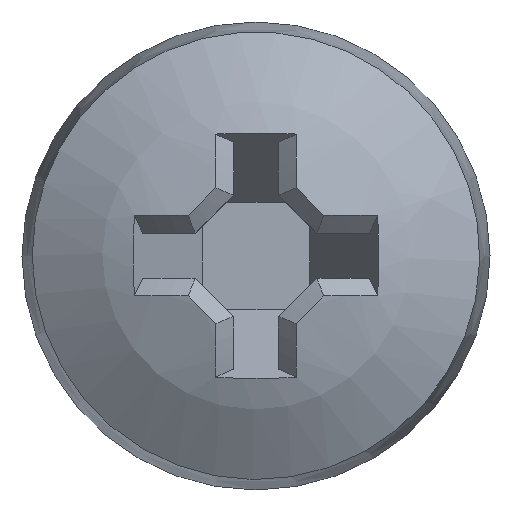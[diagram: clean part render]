
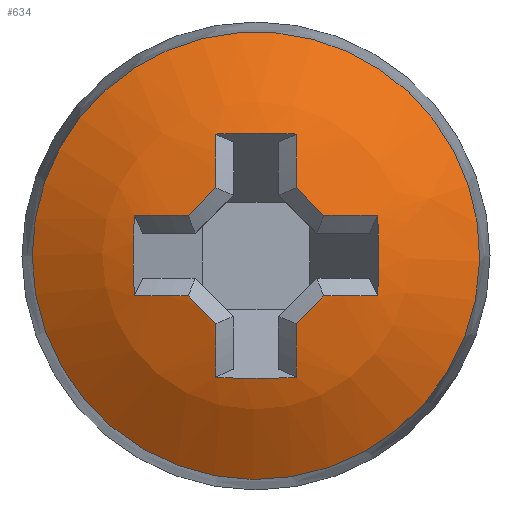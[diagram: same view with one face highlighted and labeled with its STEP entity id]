
A CAD part, top view. The second image highlights one B-rep face of the part: STEP entity #634.
In plain terms, the highlighted spherical face has radius 6.477 mm.
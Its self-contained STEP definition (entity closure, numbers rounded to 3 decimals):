
#18=FACE_BOUND('',#110,.T.);
#26=SPHERICAL_SURFACE('',#728,6.477);
#71=FACE_OUTER_BOUND('',#109,.T.);
#109=EDGE_LOOP('',(#517,#518,#519,#520,#521,#522,#523,#524,#525,#526,#527,
#528,#529,#530,#531,#532));
#110=EDGE_LOOP('',(#533));
#215=CIRCLE('',#673,6.441);
#217=CIRCLE('',#676,6.344);
#221=CIRCLE('',#682,6.441);
#223=CIRCLE('',#687,6.441);
#225=CIRCLE('',#690,6.344);
#229=CIRCLE('',#696,6.441);
#231=CIRCLE('',#702,6.441);
#233=CIRCLE('',#705,6.344);
#237=CIRCLE('',#711,6.441);
#239=CIRCLE('',#716,6.441);
#241=CIRCLE('',#719,6.344);
#245=CIRCLE('',#725,6.441);
#246=CIRCLE('',#729,6.357);
#247=CIRCLE('',#730,6.357);
#248=CIRCLE('',#731,6.357);
#249=CIRCLE('',#732,6.357);
#250=CIRCLE('',#733,3.825);
#260=VERTEX_POINT('',#972);
#261=VERTEX_POINT('',#976);
#263=VERTEX_POINT('',#982);
#265=VERTEX_POINT('',#988);
#274=VERTEX_POINT('',#1013);
#275=VERTEX_POINT('',#1017);
#277=VERTEX_POINT('',#1023);
#279=VERTEX_POINT('',#1029);
#288=VERTEX_POINT('',#1056);
#289=VERTEX_POINT('',#1060);
#291=VERTEX_POINT('',#1066);
#293=VERTEX_POINT('',#1072);
#302=VERTEX_POINT('',#1097);
#303=VERTEX_POINT('',#1101);
#305=VERTEX_POINT('',#1107);
#307=VERTEX_POINT('',#1113);
#314=VERTEX_POINT('',#1139);
#324=EDGE_CURVE('',#260,#261,#215,.T.);
#327=EDGE_CURVE('',#261,#263,#217,.T.);
#333=EDGE_CURVE('',#263,#265,#221,.T.);
#342=EDGE_CURVE('',#274,#275,#223,.T.);
#345=EDGE_CURVE('',#275,#277,#225,.T.);
#351=EDGE_CURVE('',#277,#279,#229,.T.);
#361=EDGE_CURVE('',#288,#289,#231,.T.);
#364=EDGE_CURVE('',#289,#291,#233,.T.);
#370=EDGE_CURVE('',#291,#293,#237,.T.);
#379=EDGE_CURVE('',#302,#303,#239,.T.);
#382=EDGE_CURVE('',#303,#305,#241,.T.);
#388=EDGE_CURVE('',#305,#307,#245,.T.);
#395=EDGE_CURVE('',#307,#260,#246,.T.);
#396=EDGE_CURVE('',#293,#302,#247,.T.);
#397=EDGE_CURVE('',#279,#288,#248,.T.);
#398=EDGE_CURVE('',#265,#274,#249,.T.);
#399=EDGE_CURVE('',#314,#314,#250,.T.);
#517=ORIENTED_EDGE('',*,*,#395,.F.);
#518=ORIENTED_EDGE('',*,*,#388,.F.);
#519=ORIENTED_EDGE('',*,*,#382,.F.);
#520=ORIENTED_EDGE('',*,*,#379,.F.);
#521=ORIENTED_EDGE('',*,*,#396,.F.);
#522=ORIENTED_EDGE('',*,*,#370,.F.);
#523=ORIENTED_EDGE('',*,*,#364,.F.);
#524=ORIENTED_EDGE('',*,*,#361,.F.);
#525=ORIENTED_EDGE('',*,*,#397,.F.);
#526=ORIENTED_EDGE('',*,*,#351,.F.);
#527=ORIENTED_EDGE('',*,*,#345,.F.);
#528=ORIENTED_EDGE('',*,*,#342,.F.);
#529=ORIENTED_EDGE('',*,*,#398,.F.);
#530=ORIENTED_EDGE('',*,*,#333,.F.);
#531=ORIENTED_EDGE('',*,*,#327,.F.);
#532=ORIENTED_EDGE('',*,*,#324,.F.);
#533=ORIENTED_EDGE('',*,*,#399,.F.);
#634=ADVANCED_FACE('',(#71,#18),#26,.T.);
#673=AXIS2_PLACEMENT_3D('',#977,#763,#764);
#676=AXIS2_PLACEMENT_3D('',#983,#770,#771);
#682=AXIS2_PLACEMENT_3D('',#996,#782,#783);
#687=AXIS2_PLACEMENT_3D('',#1018,#798,#799);
#690=AXIS2_PLACEMENT_3D('',#1024,#805,#806);
#696=AXIS2_PLACEMENT_3D('',#1037,#817,#818);
#702=AXIS2_PLACEMENT_3D('',#1061,#836,#837);
#705=AXIS2_PLACEMENT_3D('',#1067,#843,#844);
#711=AXIS2_PLACEMENT_3D('',#1080,#855,#856);
#716=AXIS2_PLACEMENT_3D('',#1102,#871,#872);
#719=AXIS2_PLACEMENT_3D('',#1108,#878,#879);
#725=AXIS2_PLACEMENT_3D('',#1121,#890,#891);
#728=AXIS2_PLACEMENT_3D('',#1134,#902,#903);
#729=AXIS2_PLACEMENT_3D('',#1135,#904,#905);
#730=AXIS2_PLACEMENT_3D('',#1136,#906,#907);
#731=AXIS2_PLACEMENT_3D('',#1137,#908,#909);
#732=AXIS2_PLACEMENT_3D('',#1138,#910,#911);
#733=AXIS2_PLACEMENT_3D('',#1140,#912,#913);
#763=DIRECTION('center_axis',(-1.,0.,0.));
#764=DIRECTION('ref_axis',(0.,0.,1.));
#770=DIRECTION('center_axis',(-0.707,0.707,0.));
#771=DIRECTION('ref_axis',(0.,0.,1.));
#782=DIRECTION('center_axis',(0.,1.,0.));
#783=DIRECTION('ref_axis',(0.,0.,1.));
#798=DIRECTION('center_axis',(0.,-1.,0.));
#799=DIRECTION('ref_axis',(0.,0.,1.));
#805=DIRECTION('center_axis',(-0.707,-0.707,0.));
#806=DIRECTION('ref_axis',(0.,0.,1.));
#817=DIRECTION('center_axis',(-1.,0.,0.));
#818=DIRECTION('ref_axis',(0.,0.,1.));
#836=DIRECTION('center_axis',(1.,0.,0.));
#837=DIRECTION('ref_axis',(0.,0.,1.));
#843=DIRECTION('center_axis',(0.707,-0.707,0.));
#844=DIRECTION('ref_axis',(0.,0.,1.));
#855=DIRECTION('center_axis',(0.,-1.,0.));
#856=DIRECTION('ref_axis',(0.,0.,1.));
#871=DIRECTION('center_axis',(0.,1.,0.));
#872=DIRECTION('ref_axis',(0.,0.,1.));
#878=DIRECTION('center_axis',(0.707,0.707,0.));
#879=DIRECTION('ref_axis',(0.,0.,1.));
#890=DIRECTION('center_axis',(1.,0.,0.));
#891=DIRECTION('ref_axis',(0.,0.,1.));
#902=DIRECTION('center_axis',(0.,0.,1.));
#903=DIRECTION('ref_axis',(1.,0.,0.));
#904=DIRECTION('center_axis',(0.,0.866,0.5));
#905=DIRECTION('ref_axis',(0.,0.5,-0.866));
#906=DIRECTION('center_axis',(0.866,0.,0.5));
#907=DIRECTION('ref_axis',(-0.5,0.,0.866));
#908=DIRECTION('center_axis',(0.,-0.866,0.5));
#909=DIRECTION('ref_axis',(0.,0.5,0.866));
#910=DIRECTION('center_axis',(-0.866,0.,0.5));
#911=DIRECTION('ref_axis',(-0.5,0.,-0.866));
#912=DIRECTION('center_axis',(0.,0.,-1.));
#913=DIRECTION('ref_axis',(-1.,0.,0.));
#972=CARTESIAN_POINT('',(0.689,-2.08,2.868));
#976=CARTESIAN_POINT('',(0.689,-1.161,3.108));
#977=CARTESIAN_POINT('Origin',(0.689,0.,
-3.227));
#982=CARTESIAN_POINT('',(1.161,-0.689,3.108));
#983=CARTESIAN_POINT('Origin',(0.925,-0.925,-3.227));
#988=CARTESIAN_POINT('',(2.08,-0.689,2.868));
#996=CARTESIAN_POINT('Origin',(0.,-0.689,
-3.227));
#1013=CARTESIAN_POINT('',(2.08,0.689,2.868));
#1017=CARTESIAN_POINT('',(1.161,0.689,3.108));
#1018=CARTESIAN_POINT('Origin',(0.,0.689,
-3.227));
#1023=CARTESIAN_POINT('',(0.689,1.161,3.108));
#1024=CARTESIAN_POINT('Origin',(0.925,0.925,-3.227));
#1029=CARTESIAN_POINT('',(0.689,2.08,2.868));
#1037=CARTESIAN_POINT('Origin',(0.689,0.,
-3.227));
#1056=CARTESIAN_POINT('',(-0.689,2.08,2.868));
#1060=CARTESIAN_POINT('',(-0.689,1.161,3.108));
#1061=CARTESIAN_POINT('Origin',(-0.689,0.,
-3.227));
#1066=CARTESIAN_POINT('',(-1.161,0.689,3.108));
#1067=CARTESIAN_POINT('Origin',(-0.925,0.925,-3.227));
#1072=CARTESIAN_POINT('',(-2.08,0.689,2.868));
#1080=CARTESIAN_POINT('Origin',(0.,0.689,
-3.227));
#1097=CARTESIAN_POINT('',(-2.08,-0.689,2.868));
#1101=CARTESIAN_POINT('',(-1.161,-0.689,3.108));
#1102=CARTESIAN_POINT('Origin',(0.,-0.689,
-3.227));
#1107=CARTESIAN_POINT('',(-0.689,-1.161,3.108));
#1108=CARTESIAN_POINT('Origin',(-0.925,-0.925,-3.227));
#1113=CARTESIAN_POINT('',(-0.689,-2.08,2.868));
#1121=CARTESIAN_POINT('Origin',(-0.689,0.,
-3.227));
#1134=CARTESIAN_POINT('Origin',(0.,0.,-3.227));
#1135=CARTESIAN_POINT('Origin',(0.,1.078,-2.605));
#1136=CARTESIAN_POINT('Origin',(1.078,0.,
-2.605));
#1137=CARTESIAN_POINT('Origin',(0.,-1.078,
-2.605));
#1138=CARTESIAN_POINT('Origin',(-1.078,0.,-2.605));
#1139=CARTESIAN_POINT('',(-3.825,0.,2.));
#1140=CARTESIAN_POINT('Origin',(0.,0.,2.));
